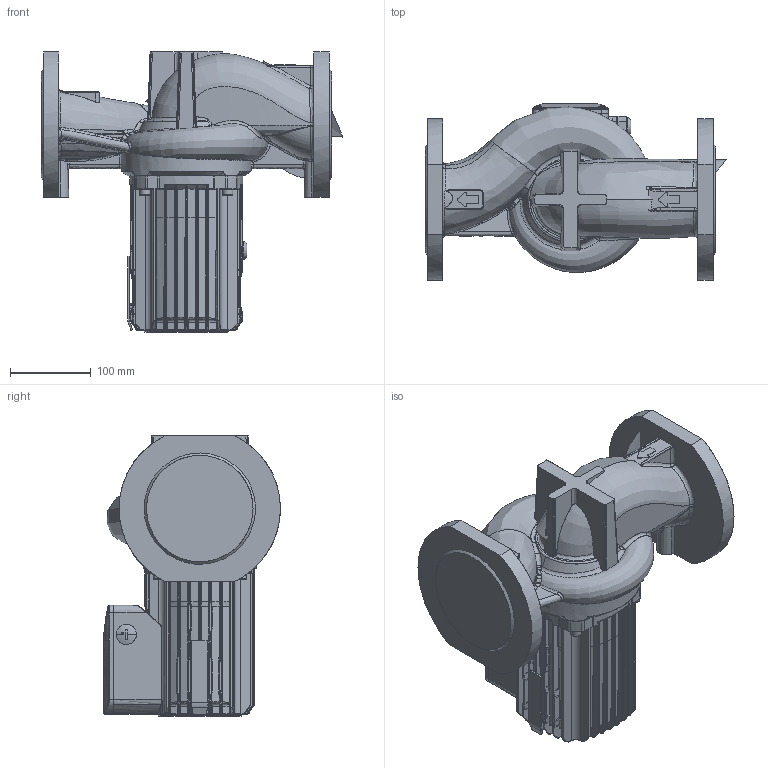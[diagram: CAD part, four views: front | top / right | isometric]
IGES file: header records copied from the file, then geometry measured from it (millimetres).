
Global section: file name: 015P1228 (RWS 80-120FT); native system: AutoCAD 2021 — Русский (Russian),62HAutod; preprocessor: esk Translation Framework DWG producer (atf_dwg_producer); organization: unknown; date: 20240903.214957; units: millimetre
Bounding box: 374 x 219.3 x 347 mm (x, y, z)
Volume: 10436.4 mm3; surface area: 582418.5 mm2
Topology: 2 solids, 2 shells, 2780 faces, 42876 edges, 42768 vertices
Faces by surface type: revolution 1563, bspline 1217
